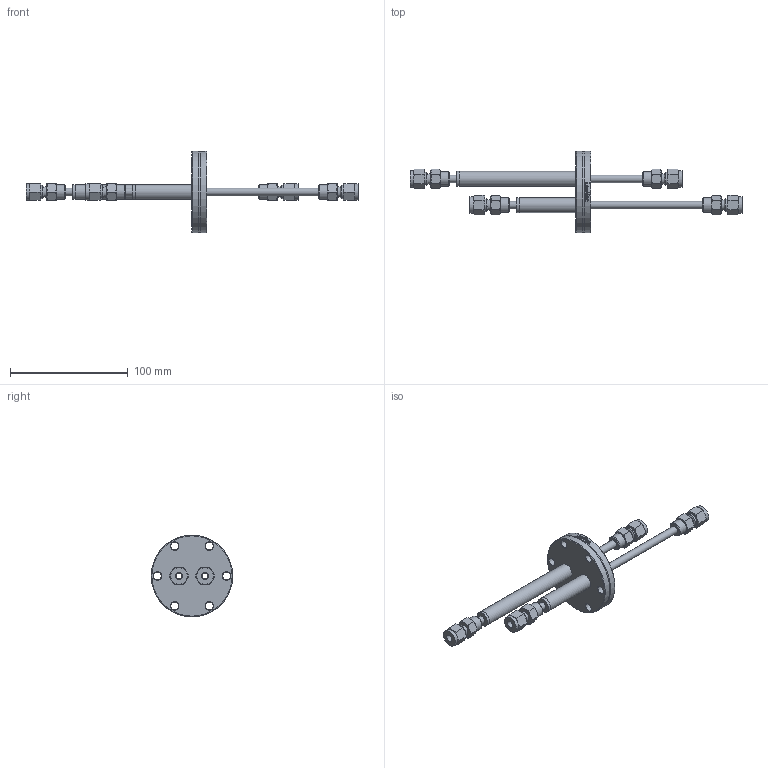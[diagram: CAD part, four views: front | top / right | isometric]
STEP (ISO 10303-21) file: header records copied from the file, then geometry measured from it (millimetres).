
FILE_DESCRIPTION(/* description */ (''),/* implementation_level */ '2;1');
FILE_NAME(/* name */ 'FL-LNF2S-40CF.stp',/* time_stamp */ '2019-05-31T10:34:27+01:00',/* author */ ('Paul'),/* organization */ (''),/* preprocessor_version */ 'ST-DEVELOPER v18',/* originating_system */ 'Autodesk Inventor 2020',/* authorisation */ '');
FILE_SCHEMA (('AUTOMOTIVE_DESIGN { 1 0 10303 214 3 1 1 }'));
Products named in the file (10): FL-LNF2S-40CF; FL-LNF2-40CF; FL-40CF; long tube assy for CF; big tube long; short tube assy for CF; washer; big tube short; small tube; RM-SS-400-6-4W
Assembly tree (14 placements, depth 4):
  FL-LNF2S-40CF
    FL-LNF2-40CF
      FL-40CF
      long tube assy for CF
        washer
        big tube long
        small tube
      short tube assy for CF
        washer
        big tube short
        small tube
    RM-SS-400-6-4W  x4
Bounding box: 281.43 x 69.1 x 69.1 mm (x, y, z)
Volume: 66786.2 mm3; surface area: 48477.2 mm2
Topology: 11 solids, 11 shells, 362 faces, 874 edges, 563 vertices
Faces by surface type: plane 136, cone 121, cylinder 63, bspline 41, torus 1
Full cylindrical faces by diameter (mm): 4.76 x2, 4.826 x4, 6.35 x8, 6.604 x4, 6.7 x6, 8.953 x4, 10.9 x3, 10.922 x1, 11.112 x4, 12.192 x4, 12.7 x6, 14.224 x4, 48.26 x1, 69.1 x2
Entity records: 7813 total; most frequent: CARTESIAN_POINT 2874, ORIENTED_EDGE 992, DIRECTION 902, EDGE_CURVE 496, AXIS2_PLACEMENT_3D 367, VERTEX_POINT 325, EDGE_LOOP 235, FACE_OUTER_BOUND 196
